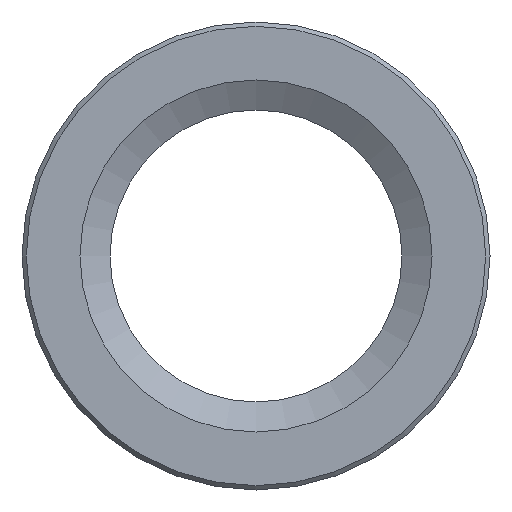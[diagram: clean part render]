
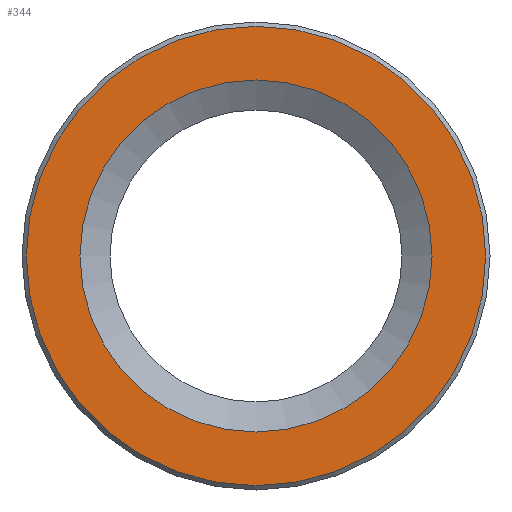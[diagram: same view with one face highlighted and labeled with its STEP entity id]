
A CAD part, left-side view. The second image highlights one B-rep face of the part: STEP entity #344.
In plain terms, the highlighted planar face has unit normal (-1, 0, 0).
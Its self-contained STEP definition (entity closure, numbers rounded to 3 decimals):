
#59=FACE_BOUND('',#101,.T.);
#63=PLANE('',#404);
#73=FACE_OUTER_BOUND('',#100,.T.);
#100=EDGE_LOOP('',(#262));
#101=EDGE_LOOP('',(#263));
#130=CIRCLE('',#399,26.75);
#134=CIRCLE('',#405,20.5);
#164=VERTEX_POINT('',#608);
#167=VERTEX_POINT('',#619);
#196=EDGE_CURVE('',#164,#164,#130,.T.);
#201=EDGE_CURVE('',#167,#167,#134,.T.);
#262=ORIENTED_EDGE('',*,*,#196,.F.);
#263=ORIENTED_EDGE('',*,*,#201,.F.);
#344=ADVANCED_FACE('',(#73,#59),#63,.T.);
#399=AXIS2_PLACEMENT_3D('',#610,#482,#483);
#404=AXIS2_PLACEMENT_3D('',#618,#493,#494);
#405=AXIS2_PLACEMENT_3D('',#620,#495,#496);
#482=DIRECTION('center_axis',(1.,0.,0.));
#483=DIRECTION('ref_axis',(0.,0.,-1.));
#493=DIRECTION('center_axis',(-1.,0.,0.));
#494=DIRECTION('ref_axis',(0.,0.,1.));
#495=DIRECTION('center_axis',(-1.,0.,0.));
#496=DIRECTION('ref_axis',(0.,0.,1.));
#608=CARTESIAN_POINT('',(-13.,0.,26.75));
#610=CARTESIAN_POINT('Origin',(-13.,0.,0.));
#618=CARTESIAN_POINT('Origin',(-13.,0.,23.875));
#619=CARTESIAN_POINT('',(-13.,0.,-20.5));
#620=CARTESIAN_POINT('Origin',(-13.,0.,0.));
